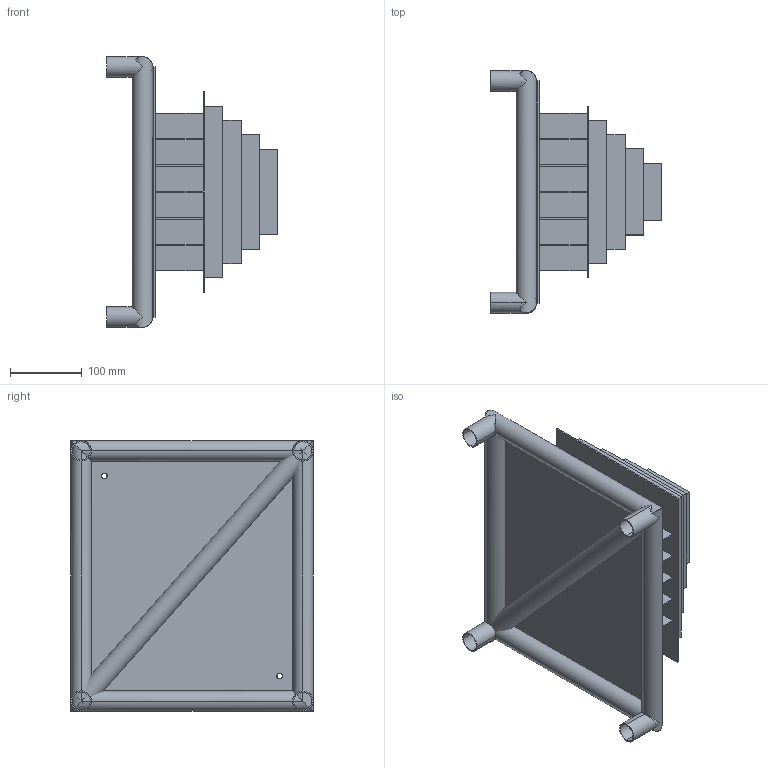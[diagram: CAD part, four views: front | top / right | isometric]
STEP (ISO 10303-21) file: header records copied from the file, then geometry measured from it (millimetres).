
FILE_DESCRIPTION (( 'STEP AP203' ), '1' );
FILE_NAME ('foam IA.STEP', '2022-03-10T12:41:07', ( '' ), ( '' ), 'SwSTEP 2.0', 'SolidWorks 2016', '' );
FILE_SCHEMA (( 'CONFIG_CONTROL_DESIGN' ));
Length unit declared in the file: millimetre
Products named in the file (11): FOAM 4; FOAM 1; sheet bw core and foam; FOAM 3; FOAM 2; al sheet after aip; AIP Alum sheet; foam IA; core 6x6 t2; core part 6x6 t2; bulkhead piece_Default<As Machined>
Assembly tree (19 placements, depth 3):
  foam IA
    AIP Alum sheet
    al sheet after aip
    core 6x6 t2
      core part 6x6 t2  x10
    sheet bw core and foam
    FOAM 1
    FOAM 2
    FOAM 3
    FOAM 4
    bulkhead piece_Default<As Machined>
Bounding box: 238.9 x 338.6 x 378.6 mm (x, y, z)
Volume: 3883494.6 mm3; surface area: 1498011.5 mm2
Topology: 26 solids, 26 shells, 380 faces, 998 edges, 666 vertices
Faces by surface type: plane 316, cylinder 64
Entity records: 6159 total; most frequent: CARTESIAN_POINT 1412, ORIENTED_EDGE 700, DIRECTION 662, EDGE_CURVE 350, VERTEX_POINT 234, AXIS2_PLACEMENT_3D 225, LINE 212, VECTOR 212
